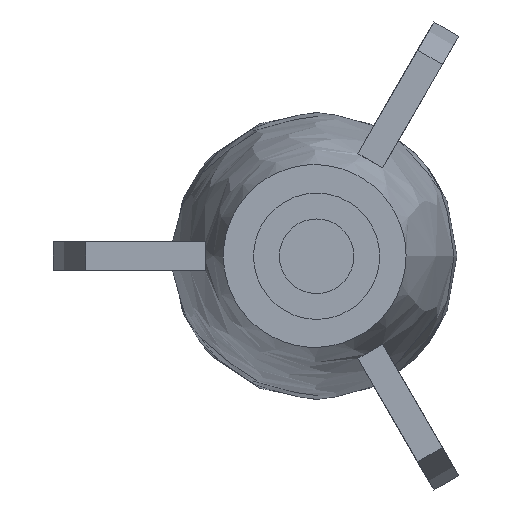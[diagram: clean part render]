
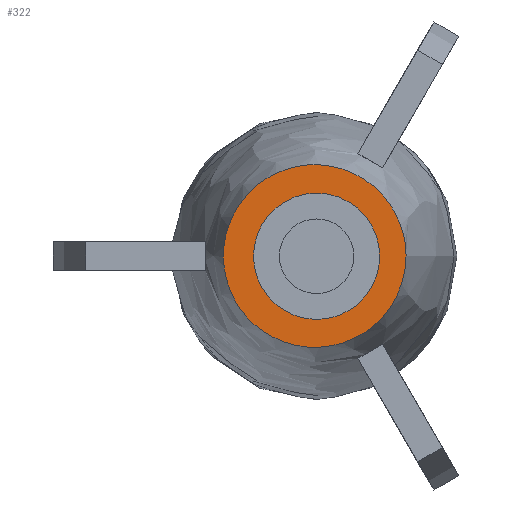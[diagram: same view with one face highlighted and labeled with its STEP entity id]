
A CAD part, front view. The second image highlights one B-rep face of the part: STEP entity #322.
In plain terms, the highlighted planar face has unit normal (0, -1, 0).
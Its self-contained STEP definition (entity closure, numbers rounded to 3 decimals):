
#64=CIRCLE('',#359,1.544);
#74=PLANE('',#358);
#91=FACE_BOUND('',#120,.T.);
#95=FACE_OUTER_BOUND('',#119,.T.);
#119=EDGE_LOOP('',(#244));
#120=EDGE_LOOP('',(#245));
#140=B_SPLINE_CURVE_WITH_KNOTS('',3,(#597,#598,#599,#600,#601,#602,#603,
#604,#605,#606,#607,#608,#609,#610,#611,#612,#613,#614,#615,#616,#617,#618,
#619,#620,#621,#622,#623,#624,#625,#626,#627,#628,#629,#630,#631,#632,#633,
#634,#635),.UNSPECIFIED.,.T.,.F.,(4,2,3,2,2,2,2,2,2,2,2,2,2,2,2,2,2,2,4),
(-0.141,-0.12,0.,0.068,0.14,
0.29,0.429,0.571,0.725,
0.902,1.065,1.231,1.384,1.539,
1.68,1.824,1.953,2.085,2.183),
 .UNSPECIFIED.);
#154=VERTEX_POINT('',#596);
#169=VERTEX_POINT('',#739);
#184=EDGE_CURVE('',#154,#154,#140,.T.);
#199=EDGE_CURVE('',#169,#169,#64,.T.);
#244=ORIENTED_EDGE('',*,*,#184,.F.);
#245=ORIENTED_EDGE('',*,*,#199,.F.);
#322=ADVANCED_FACE('',(#95,#91),#74,.F.);
#358=AXIS2_PLACEMENT_3D('',#738,#395,#396);
#359=AXIS2_PLACEMENT_3D('',#740,#397,#398);
#395=DIRECTION('center_axis',(0.,1.,0.));
#396=DIRECTION('ref_axis',(0.,0.,1.));
#397=DIRECTION('center_axis',(0.,-1.,0.));
#398=DIRECTION('ref_axis',(-1.,0.,0.));
#596=CARTESIAN_POINT('',(3.166,-27.,0.));
#597=CARTESIAN_POINT('Ctrl Pts',(3.166,-27.,0.));
#598=CARTESIAN_POINT('Ctrl Pts',(3.166,-27.,-0.076));
#599=CARTESIAN_POINT('Ctrl Pts',(3.163,-27.,-0.153));
#600=CARTESIAN_POINT('Ctrl Pts',(3.124,-27.,-0.678));
#601=CARTESIAN_POINT('Ctrl Pts',(2.996,-27.,-1.09));
#602=CARTESIAN_POINT('Ctrl Pts',(2.815,-27.,-1.447));
#603=CARTESIAN_POINT('Ctrl Pts',(2.712,-27.,-1.65));
#604=CARTESIAN_POINT('Ctrl Pts',(2.588,-27.,-1.841));
#605=CARTESIAN_POINT('Ctrl Pts',(2.293,-27.,-2.204));
#606=CARTESIAN_POINT('Ctrl Pts',(2.131,-27.,-2.36));
#607=CARTESIAN_POINT('Ctrl Pts',(1.612,-27.,-2.769));
#608=CARTESIAN_POINT('Ctrl Pts',(1.225,-27.,-2.954));
#609=CARTESIAN_POINT('Ctrl Pts',(0.482,-27.,-3.165));
#610=CARTESIAN_POINT('Ctrl Pts',(0.07,-27.,-3.214));
#611=CARTESIAN_POINT('Ctrl Pts',(-0.809,-27.,-3.114));
#612=CARTESIAN_POINT('Ctrl Pts',(-1.215,-27.,-2.973));
#613=CARTESIAN_POINT('Ctrl Pts',(-1.946,-27.,-2.57));
#614=CARTESIAN_POINT('Ctrl Pts',(-2.248,-27.,-2.307));
#615=CARTESIAN_POINT('Ctrl Pts',(-2.771,-27.,-1.656));
#616=CARTESIAN_POINT('Ctrl Pts',(-2.961,-27.,-1.27));
#617=CARTESIAN_POINT('Ctrl Pts',(-3.177,-27.,-0.533));
#618=CARTESIAN_POINT('Ctrl Pts',(-3.231,-27.,-0.121));
#619=CARTESIAN_POINT('Ctrl Pts',(-3.14,-27.,0.759));
#620=CARTESIAN_POINT('Ctrl Pts',(-3.003,-27.,1.167));
#621=CARTESIAN_POINT('Ctrl Pts',(-2.639,-27.,1.842));
#622=CARTESIAN_POINT('Ctrl Pts',(-2.389,-27.,2.173));
#623=CARTESIAN_POINT('Ctrl Pts',(-1.705,-27.,2.735));
#624=CARTESIAN_POINT('Ctrl Pts',(-1.32,-27.,2.929));
#625=CARTESIAN_POINT('Ctrl Pts',(-0.589,-27.,3.152));
#626=CARTESIAN_POINT('Ctrl Pts',(-0.178,-27.,3.212));
#627=CARTESIAN_POINT('Ctrl Pts',(0.704,-27.,3.131));
#628=CARTESIAN_POINT('Ctrl Pts',(1.114,-27.,2.999));
#629=CARTESIAN_POINT('Ctrl Pts',(1.789,-27.,2.644));
#630=CARTESIAN_POINT('Ctrl Pts',(2.123,-27.,2.399));
#631=CARTESIAN_POINT('Ctrl Pts',(2.695,-27.,1.722));
#632=CARTESIAN_POINT('Ctrl Pts',(2.894,-27.,1.339));
#633=CARTESIAN_POINT('Ctrl Pts',(3.105,-27.,0.677));
#634=CARTESIAN_POINT('Ctrl Pts',(3.166,-27.,0.351));
#635=CARTESIAN_POINT('Ctrl Pts',(3.166,-27.,0.));
#738=CARTESIAN_POINT('Origin',(-0.296,-27.,0.));
#739=CARTESIAN_POINT('',(1.591,-27.,-0.009));
#740=CARTESIAN_POINT('Origin',(0.047,-27.,-0.009));
